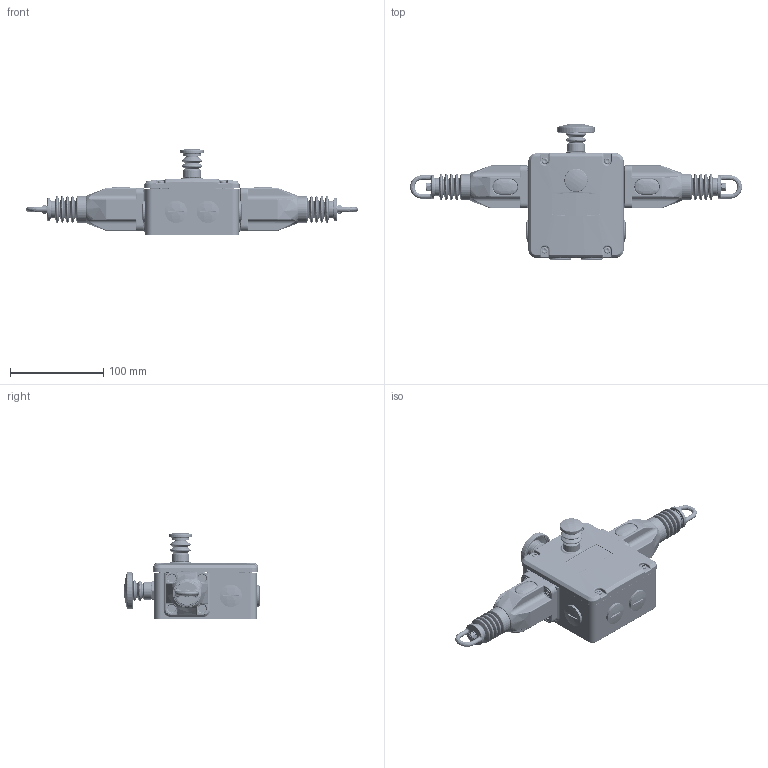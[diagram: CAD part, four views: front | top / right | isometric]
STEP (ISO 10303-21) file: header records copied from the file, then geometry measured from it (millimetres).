
FILE_DESCRIPTION (( 'STEP AP214' ), '1' );
FILE_NAME ('GLHD-SS-145024.STEP', '2021-06-11T12:39:29', ( '' ), ( '' ), 'SwSTEP 2.0', 'SolidWorks 2021', '' );
FILE_SCHEMA (( 'AUTOMOTIVE_DESIGN' ));
Length unit declared in the file: inch
Products named in the file (1): GLHD-SS-145024
Bounding box: 356.2 x 146.55 x 92.65 mm (x, y, z)
Volume: 351442.4 mm3; surface area: 215038.5 mm2
Topology: 43 solids, 43 shells, 4313 faces, 10031 edges, 5865 vertices
Faces by surface type: cylinder 1468, bspline 1258, plane 977, cone 418, torus 184, sphere 8
Full cylindrical faces by diameter (mm): 19.05 x2
Entity records: 167440 total; most frequent: CARTESIAN_POINT 75628, ORIENTED_EDGE 19842, DIRECTION 18264, EDGE_CURVE 9921, AXIS2_PLACEMENT_3D 7245, VERTEX_POINT 5863, EDGE_LOOP 4592, FACE_OUTER_BOUND 4315
